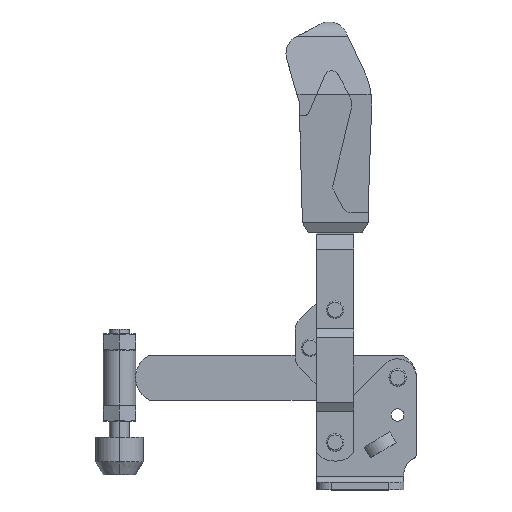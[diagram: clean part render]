
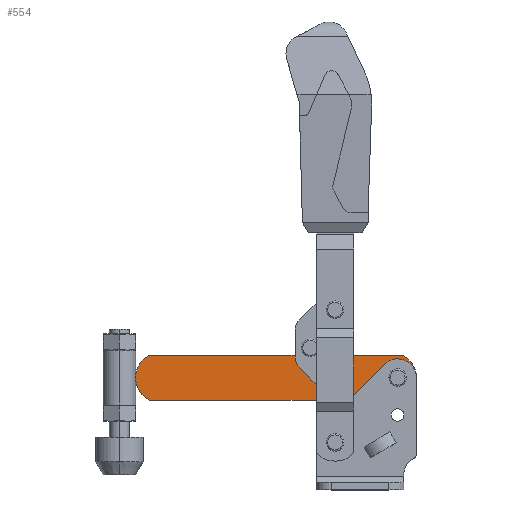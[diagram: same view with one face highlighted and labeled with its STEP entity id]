
A CAD part, top view. The second image highlights one B-rep face of the part: STEP entity #554.
In plain terms, the highlighted planar face has unit normal (0, 0, 1).
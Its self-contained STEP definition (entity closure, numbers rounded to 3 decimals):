
#554=ADVANCED_FACE('NONE',(#1371,#1372,#1373),#1374,.T.);
#1371=FACE_OUTER_BOUND('',#2469,.T.);
#1372=FACE_BOUND('',#2470,.T.);
#1373=FACE_BOUND('',#2471,.T.);
#1374=PLANE('',#2472);
#2469=EDGE_LOOP('',(#4043,#4044,#4045,#4046,#4047,#4048));
#2470=EDGE_LOOP('',(#4049,#4050));
#2471=EDGE_LOOP('',(#4051,#4052));
#2472=AXIS2_PLACEMENT_3D('',#4053,#4054,#4055);
#4043=ORIENTED_EDGE('',*,*,#6533,.T.);
#4044=ORIENTED_EDGE('',*,*,#6529,.T.);
#4045=ORIENTED_EDGE('',*,*,#6538,.T.);
#4046=ORIENTED_EDGE('',*,*,#6541,.T.);
#4047=ORIENTED_EDGE('',*,*,#6513,.T.);
#4048=ORIENTED_EDGE('',*,*,#6544,.T.);
#4049=ORIENTED_EDGE('',*,*,#6550,.F.);
#4050=ORIENTED_EDGE('',*,*,#6519,.F.);
#4051=ORIENTED_EDGE('',*,*,#6547,.F.);
#4052=ORIENTED_EDGE('',*,*,#6524,.F.);
#4053=CARTESIAN_POINT('',(-62.5,45.0,3.0));
#4054=DIRECTION('',(0.0,0.0,1.0));
#4055=DIRECTION('',(1.0,-0.0,0.0));
#6513=EDGE_CURVE('NONE',#7805,#7802,#7806,.T.);
#6519=EDGE_CURVE('NONE',#7814,#7816,#7817,.T.);
#6524=EDGE_CURVE('NONE',#7823,#7825,#7826,.T.);
#6529=EDGE_CURVE('NONE',#7834,#7832,#7835,.T.);
#6533=EDGE_CURVE('NONE',#7840,#7834,#7841,.T.);
#6538=EDGE_CURVE('NONE',#7832,#7846,#7848,.T.);
#6541=EDGE_CURVE('NONE',#7846,#7805,#7851,.T.);
#6544=EDGE_CURVE('NONE',#7802,#7840,#7854,.T.);
#6547=EDGE_CURVE('NONE',#7825,#7823,#7857,.T.);
#6550=EDGE_CURVE('NONE',#7816,#7814,#7860,.T.);
#7802=VERTEX_POINT('',#9590);
#7805=VERTEX_POINT('NONE',#9594);
#7806=CIRCLE('',#9595,10.0);
#7814=VERTEX_POINT('NONE',#9604);
#7816=VERTEX_POINT('NONE',#9607);
#7817=CIRCLE('',#9608,3.55);
#7823=VERTEX_POINT('NONE',#9615);
#7825=VERTEX_POINT('NONE',#9618);
#7826=CIRCLE('',#9619,2.5);
#7832=VERTEX_POINT('NONE',#9626);
#7834=VERTEX_POINT('NONE',#9629);
#7835=CIRCLE('',#9630,10.0);
#7840=VERTEX_POINT('NONE',#9637);
#7841=LINE('',#9638,#9639);
#7846=VERTEX_POINT('NONE',#9645);
#7848=CIRCLE('',#9648,10.0);
#7851=LINE('',#9652,#9653);
#7854=CIRCLE('',#9656,10.0);
#7857=CIRCLE('',#9659,2.5);
#7860=CIRCLE('',#9662,3.55);
#9590=CARTESIAN_POINT('',(40.0,45.0,3.0));
#9594=CARTESIAN_POINT('',(34.359,36.0,3.0));
#9595=AXIS2_PLACEMENT_3D('',#12427,#12428,#12429);
#9604=CARTESIAN_POINT('',(11.05,45.0,3.0));
#9607=CARTESIAN_POINT('',(3.95,45.0,3.0));
#9608=AXIS2_PLACEMENT_3D('',#12438,#12439,#12440);
#9615=CARTESIAN_POINT('',(35.0,45.0,3.0));
#9618=CARTESIAN_POINT('',(30.0,45.0,3.0));
#9619=AXIS2_PLACEMENT_3D('',#12446,#12447,#12448);
#9626=CARTESIAN_POINT('',(-72.5,45.0,3.0));
#9629=CARTESIAN_POINT('',(-66.859,54.0,3.0));
#9630=AXIS2_PLACEMENT_3D('',#12454,#12455,#12456);
#9637=CARTESIAN_POINT('',(34.359,54.0,3.0));
#9638=CARTESIAN_POINT('',(34.359,54.0,3.0));
#9639=VECTOR('',#12459,1000.0);
#9645=CARTESIAN_POINT('',(-66.859,36.0,3.0));
#9648=AXIS2_PLACEMENT_3D('',#12465,#12466,#12467);
#9652=CARTESIAN_POINT('',(-66.859,36.0,3.0));
#9653=VECTOR('',#12469,1000.0);
#9656=AXIS2_PLACEMENT_3D('',#12473,#12474,#12475);
#9659=AXIS2_PLACEMENT_3D('',#12479,#12480,#12481);
#9662=AXIS2_PLACEMENT_3D('',#12485,#12486,#12487);
#12427=CARTESIAN_POINT('',(30.0,45.0,3.0));
#12428=DIRECTION('',(0.0,0.0,1.0));
#12429=DIRECTION('',(1.0,0.0,0.0));
#12438=CARTESIAN_POINT('',(7.5,45.0,3.0));
#12439=DIRECTION('',(0.0,0.0,1.0));
#12440=DIRECTION('',(1.0,0.0,0.0));
#12446=CARTESIAN_POINT('',(32.5,45.0,3.0));
#12447=DIRECTION('',(0.0,0.0,1.0));
#12448=DIRECTION('',(1.0,0.0,0.0));
#12454=CARTESIAN_POINT('',(-62.5,45.0,3.0));
#12455=DIRECTION('',(0.0,0.0,1.0));
#12456=DIRECTION('',(1.0,0.0,0.0));
#12459=DIRECTION('',(-1.0,0.0,0.0));
#12465=CARTESIAN_POINT('',(-62.5,45.0,3.0));
#12466=DIRECTION('',(0.0,0.0,1.0));
#12467=DIRECTION('',(1.0,0.0,0.0));
#12469=DIRECTION('',(1.0,0.0,0.0));
#12473=CARTESIAN_POINT('',(30.0,45.0,3.0));
#12474=DIRECTION('',(0.0,0.0,1.0));
#12475=DIRECTION('',(1.0,0.0,0.0));
#12479=CARTESIAN_POINT('',(32.5,45.0,3.0));
#12480=DIRECTION('',(0.0,0.0,1.0));
#12481=DIRECTION('',(1.0,0.0,0.0));
#12485=CARTESIAN_POINT('',(7.5,45.0,3.0));
#12486=DIRECTION('',(0.0,0.0,1.0));
#12487=DIRECTION('',(1.0,0.0,0.0));
